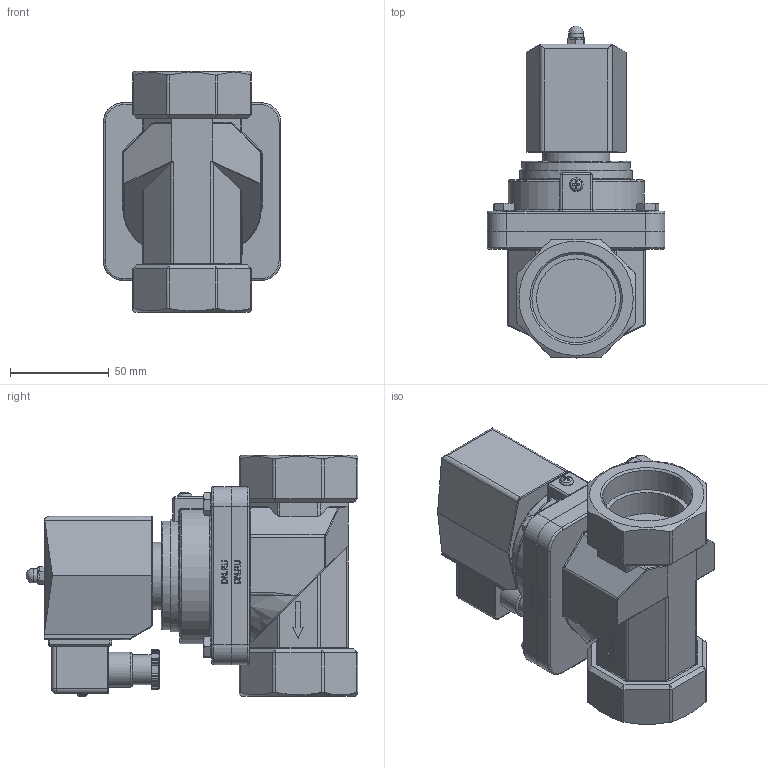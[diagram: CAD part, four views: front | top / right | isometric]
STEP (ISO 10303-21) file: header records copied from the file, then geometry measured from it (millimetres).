
FILE_DESCRIPTION(/* description */ (''),/* implementation_level */ '2;1');
FILE_NAME(/* name */ 'DN40_3D_STEP.stp',/* time_stamp */ '2025-09-27T22:45:38+03:00',/* author */ ('igorr'),/* organization */ (''),/* preprocessor_version */ 'ST-DEVELOPER v20',/* originating_system */ 'Autodesk Inventor 2025',/* authorisation */ '');
FILE_SCHEMA (('AUTOMOTIVE_DESIGN { 1 0 10303 214 3 1 1 }'));
Length unit declared in the file: millimetre
Products named in the file (7): Сборка1; Деталь1; Деталь1_1; Гайка M5-6H ГОСТ 
11860-85; AS 1427 - M2,5 x 4; AS 1427 - M3,5 x 5; AS 1110 - M6 x 12
Assembly tree (9 placements, depth 2):
  Сборка1
    Деталь1
    Деталь1_1
    Гайка M5-6H ГОСТ 
11860-85
    AS 1427 - M2,5 x 4
    AS 1427 - M3,5 x 5
    AS 1110 - M6 x 12  x4
Bounding box: 90.1 x 167.97 x 122.32 mm (x, y, z)
Volume: 641151.4 mm3; surface area: 100529.2 mm2
Topology: 9 solids, 10 shells, 789 faces, 1899 edges, 1165 vertices
Faces by surface type: plane 342, cylinder 208, bspline 88, cone 83, torus 53, sphere 15
Full cylindrical faces by diameter (mm): 2.224 x1, 2.4 x1, 2.5 x1, 3.132 x1, 3.5 x1, 4 x1, 4.134 x1, 4.8 x4, 6 x4, 7.4 x1, 8 x5, 10 x4, 12 x1, 15.2 x1, 17.6 x1, 21.138 x1, 34.088 x2, 40 x2, 44.027 x1, 44.845 x2, 54.965 x1, 54.995 x1, 56.995 x1
Entity records: 23214 total; most frequent: CARTESIAN_POINT 6039, ORIENTED_EDGE 3450, DIRECTION 3318, EDGE_CURVE 1725, AXIS2_PLACEMENT_3D 1212, VERTEX_POINT 1073, LINE 894, VECTOR 894
